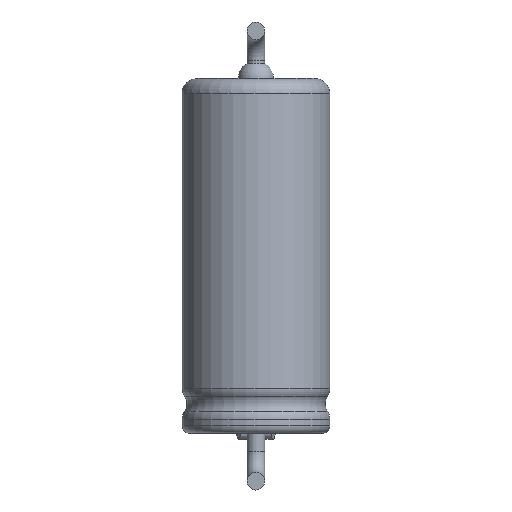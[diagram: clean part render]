
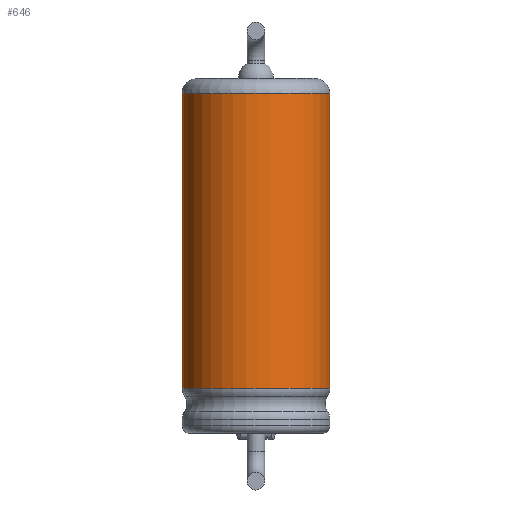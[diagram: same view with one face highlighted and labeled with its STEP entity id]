
A CAD part, front view. The second image highlights one B-rep face of the part: STEP entity #646.
In plain terms, the highlighted cylindrical face has radius 2.5 mm (diameter 5 mm), a partial arc.
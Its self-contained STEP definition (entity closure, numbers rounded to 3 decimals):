
#171 = VERTEX_POINT('',#172);
#172 = CARTESIAN_POINT('',(2.5,0.,11.5));
#179 = EDGE_CURVE('',#171,#180,#182,.T.);
#180 = VERTEX_POINT('',#181);
#181 = CARTESIAN_POINT('',(-0.647,2.415,11.5));
#182 = CIRCLE('',#183,2.5);
#183 = AXIS2_PLACEMENT_3D('',#184,#185,#186);
#184 = CARTESIAN_POINT('',(0.,0.,11.5));
#185 = DIRECTION('',(0.,0.,-1.));
#186 = DIRECTION('',(1.,0.,0.));
#301 = EDGE_CURVE('',#171,#302,#304,.T.);
#302 = VERTEX_POINT('',#303);
#303 = CARTESIAN_POINT('',(2.5,0.,1.524));
#304 = LINE('',#305,#306);
#305 = CARTESIAN_POINT('',(2.5,0.,11.5));
#306 = VECTOR('',#307,1.);
#307 = DIRECTION('',(0.,0.,-1.));
#622 = VERTEX_POINT('',#623);
#623 = CARTESIAN_POINT('',(-0.647,2.415,1.524
    ));
#636 = EDGE_CURVE('',#180,#622,#637,.T.);
#637 = LINE('',#638,#639);
#638 = CARTESIAN_POINT('',(-0.647,2.415,11.5));
#639 = VECTOR('',#640,1.);
#640 = DIRECTION('',(0.,0.,-1.));
#646 = ADVANCED_FACE('',(#647),#659,.T.);
#647 = FACE_BOUND('',#648,.T.);
#648 = EDGE_LOOP('',(#649,#650,#651,#652));
#649 = ORIENTED_EDGE('',*,*,#301,.F.);
#650 = ORIENTED_EDGE('',*,*,#179,.T.);
#651 = ORIENTED_EDGE('',*,*,#636,.T.);
#652 = ORIENTED_EDGE('',*,*,#653,.F.);
#653 = EDGE_CURVE('',#302,#622,#654,.T.);
#654 = CIRCLE('',#655,2.5);
#655 = AXIS2_PLACEMENT_3D('',#656,#657,#658);
#656 = CARTESIAN_POINT('',(0.,0.,1.524));
#657 = DIRECTION('',(0.,0.,-1.));
#658 = DIRECTION('',(1.,0.,0.));
#659 = CYLINDRICAL_SURFACE('',#660,2.5);
#660 = AXIS2_PLACEMENT_3D('',#661,#662,#663);
#661 = CARTESIAN_POINT('',(0.,0.,11.5));
#662 = DIRECTION('',(0.,0.,-1.));
#663 = DIRECTION('',(1.,0.,0.));
